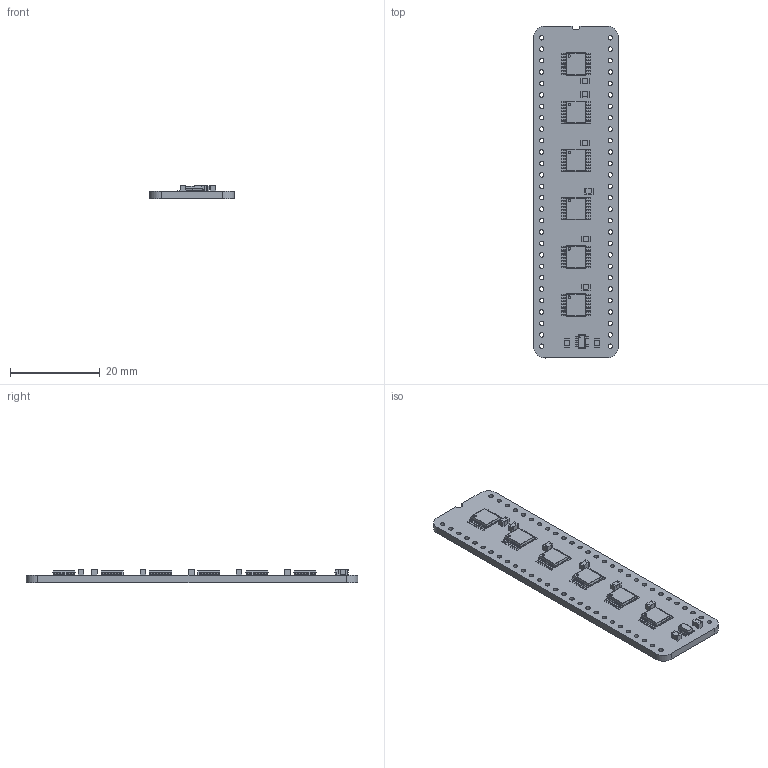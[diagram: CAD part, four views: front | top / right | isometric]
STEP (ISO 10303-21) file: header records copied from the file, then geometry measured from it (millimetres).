
FILE_DESCRIPTION(('KiCad electronic assembly'),'2;1');
FILE_NAME('Video Address Counter.step','2024-06-30T10:36:05',('Pcbnew'), ('Kicad'),'Open CASCADE STEP processor 7.8','KiCad to STEP converter', 'Unknown');
FILE_SCHEMA(('AUTOMOTIVE_DESIGN { 1 0 10303 214 1 1 1 1 }'));
Length unit declared in the file: millimetre
Products named in the file (8): Video Address Counter 1; C_0805_2012Metric; MC74VHC139DR2G; ASSEMBLY; AP7365-33WG-7; Video Address Counter_PCB
Assembly tree (19 placements, depth 3):
  Video Address Counter 1
    C_0805_2012Metric  x8
      C_0805_2012Metric
    MC74VHC139DR2G  x6
      ASSEMBLY
    AP7365-33WG-7
      ASSEMBLY
    Video Address Counter_PCB
Bounding box: 18.8 x 73.81 x 2.95 mm (x, y, z)
Volume: 2297 mm3; surface area: 3818.4 mm2
Topology: 117 solids, 117 shells, 1773 faces, 4436 edges, 2920 vertices
Faces by surface type: plane 1250, cylinder 523
Full cylindrical faces by diameter (mm): 0.2 x1, 0.55 x6, 1 x56
Entity records: 13164 total; most frequent: DIRECTION 2223, CARTESIAN_POINT 2188, ORIENTED_EDGE 2114, EDGE_CURVE 1057, LINE 765, VECTOR 765, AXIS2_PLACEMENT_3D 729, VERTEX_POINT 694
